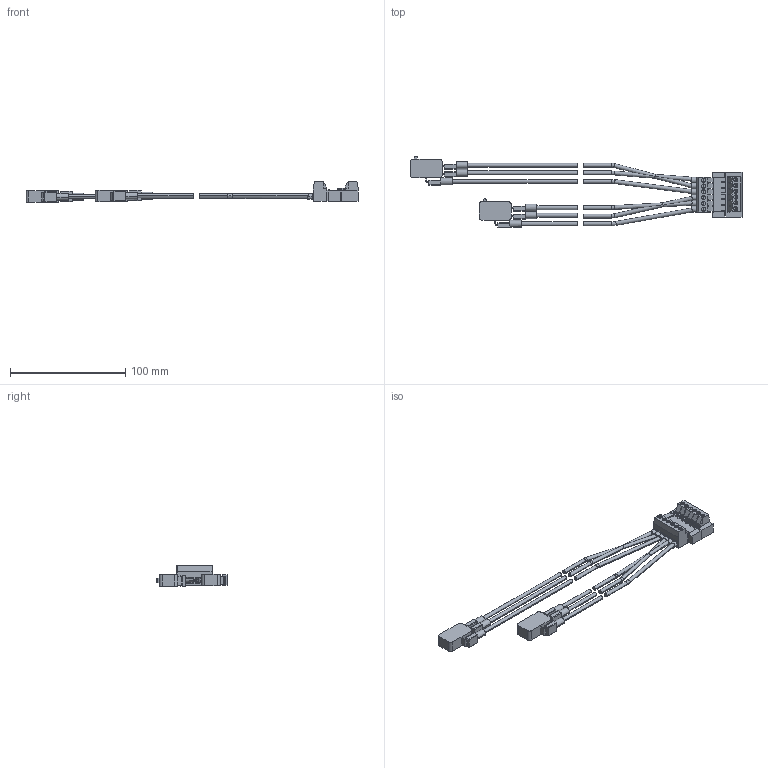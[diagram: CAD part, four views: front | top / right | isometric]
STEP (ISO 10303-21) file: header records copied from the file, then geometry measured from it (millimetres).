
FILE_DESCRIPTION(('STEP AP214'),'1');
FILE_NAME('cctmp_1506179B-8CEA-4317-8A06-7CECDDE096DB_2025_06_25_09_34_31_0226..stp','2025-06-25T07:34:31',('SIEMENS A&D'),('CADClick - www.CADClick.com'),'Spatial InterOp 3D postprocessed',' ','unknown authorization');
FILE_SCHEMA(('AUTOMOTIVE_DESIGN'));
Length unit declared in the file: millimetre
Products named in the file (8): cc_unnamed; 2025_06_25_09_34_31_0211; 2025_06_25_09_34_31_0179; 2025_06_25_09_34_31_0142; 2025_06_25_09_34_31_0111; 2025_06_25_09_34_31_0079; 2025_06_25_09_34_31_0042; 2025_06_25_09_34_31_0011
Assembly tree (7 placements, depth 2):
  cc_unnamed
    2025_06_25_09_34_31_0211
    2025_06_25_09_34_31_0179
    2025_06_25_09_34_31_0142
    2025_06_25_09_34_31_0111
    2025_06_25_09_34_31_0079
    2025_06_25_09_34_31_0042
    2025_06_25_09_34_31_0011
Bounding box: 288.32 x 61.99 x 17.76 mm (x, y, z)
Volume: 38742 mm3; surface area: 25017.8 mm2
Topology: 7 solids, 7 shells, 630 faces, 1636 edges, 1042 vertices
Faces by surface type: plane 464, cylinder 142, torus 12, cone 12
Entity records: 32016 total; most frequent: CARTESIAN_POINT 3456, STYLED_ITEM 3315, PRESENTATION_STYLE_ASSIGNMENT 3315, DIRECTION 3278, ORIENTED_EDGE 3272, EDGE_CURVE 1636, CURVE_STYLE 1636, DRAUGHTING_PRE_DEFINED_CURVE_FONT 1636
